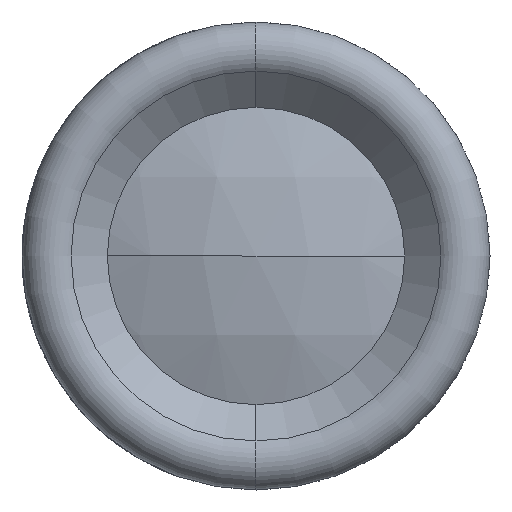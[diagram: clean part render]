
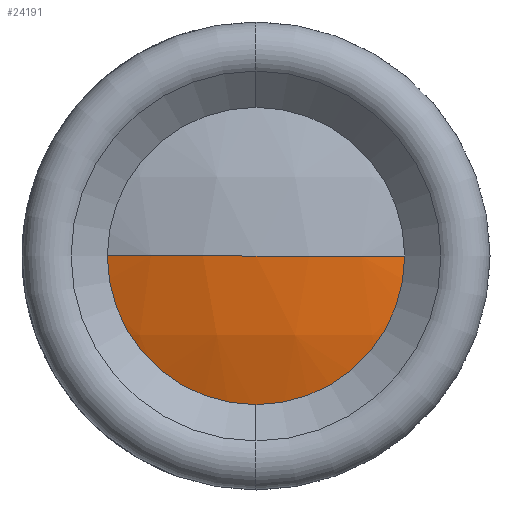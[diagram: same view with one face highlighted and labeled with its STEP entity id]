
A CAD part, left-side view. The second image highlights one B-rep face of the part: STEP entity #24191.
In plain terms, the highlighted spherical face has radius 45.5 mm.
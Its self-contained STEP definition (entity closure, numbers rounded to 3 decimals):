
#1989 = DIRECTION ( 'NONE',  ( 0., 1., 0. ) ) ;
#3826 = EDGE_CURVE ( 'NONE', #33361, #37833, #17223, .T. ) ;
#5271 = EDGE_CURVE ( 'NONE', #33361, #33722, #8604, .T. ) ;
#5291 = CARTESIAN_POINT ( 'NONE',  ( 4.884, -16., 0. ) ) ;
#5926 = CIRCLE ( 'NONE', #14510, 45.5 ) ;
#8604 = CIRCLE ( 'NONE', #19500, 45.5 ) ;
#10056 = SPHERICAL_SURFACE ( 'NONE', #21193, 45.5 ) ;
#10930 = CARTESIAN_POINT ( 'NONE',  ( 1.978, 0., 0. ) ) ;
#11439 = AXIS2_PLACEMENT_3D ( 'NONE', #31981, #23891, #44308 ) ;
#14510 = AXIS2_PLACEMENT_3D ( 'NONE', #43022, #22535, #1989 ) ;
#16212 = DIRECTION ( 'NONE',  ( 0., -1., 0. ) ) ;
#16286 = EDGE_LOOP ( 'NONE', ( #37263, #20438, #39943 ) ) ;
#17223 = CIRCLE ( 'NONE', #11439, 16. ) ;
#17382 = DIRECTION ( 'NONE',  ( 0., 0., 1. ) ) ;
#18134 = DIRECTION ( 'NONE',  ( 0., 0., -1. ) ) ;
#19500 = AXIS2_PLACEMENT_3D ( 'NONE', #22305, #17382, #16212 ) ;
#20438 = ORIENTED_EDGE ( 'NONE', *, *, #29919, .T. ) ;
#21193 = AXIS2_PLACEMENT_3D ( 'NONE', #38478, #18134, #42023 ) ;
#22305 = CARTESIAN_POINT ( 'NONE',  ( 47.478, 0., 0. ) ) ;
#22535 = DIRECTION ( 'NONE',  ( 0., 0., -1. ) ) ;
#23891 = DIRECTION ( 'NONE',  ( -1., 0., 0. ) ) ;
#24191 = ADVANCED_FACE ( 'NONE', ( #24961 ), #10056, .T. ) ;
#24961 = FACE_OUTER_BOUND ( 'NONE', #16286, .T. ) ;
#29919 = EDGE_CURVE ( 'NONE', #37833, #33722, #5926, .T. ) ;
#31981 = CARTESIAN_POINT ( 'NONE',  ( 4.884, 0., 0. ) ) ;
#33361 = VERTEX_POINT ( 'NONE', #35518 ) ;
#33722 = VERTEX_POINT ( 'NONE', #10930 ) ;
#35518 = CARTESIAN_POINT ( 'NONE',  ( 4.884, 16., 0. ) ) ;
#37263 = ORIENTED_EDGE ( 'NONE', *, *, #3826, .T. ) ;
#37833 = VERTEX_POINT ( 'NONE', #5291 ) ;
#38478 = CARTESIAN_POINT ( 'NONE',  ( 47.478, 0., 0. ) ) ;
#39943 = ORIENTED_EDGE ( 'NONE', *, *, #5271, .F. ) ;
#42023 = DIRECTION ( 'NONE',  ( 0., 1., 0. ) ) ;
#43022 = CARTESIAN_POINT ( 'NONE',  ( 47.478, 0., 0. ) ) ;
#44308 = DIRECTION ( 'NONE',  ( 0., 0., 1. ) ) ;
